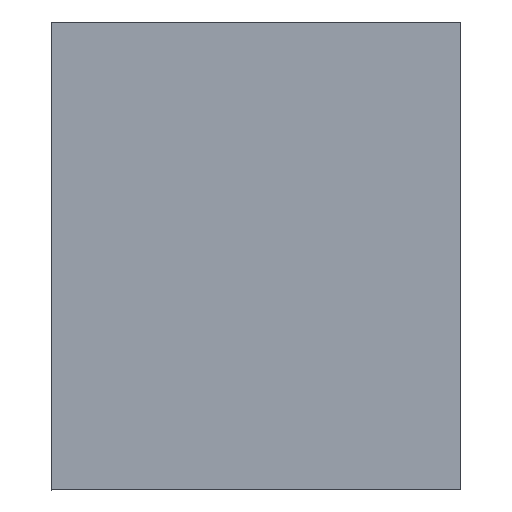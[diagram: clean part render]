
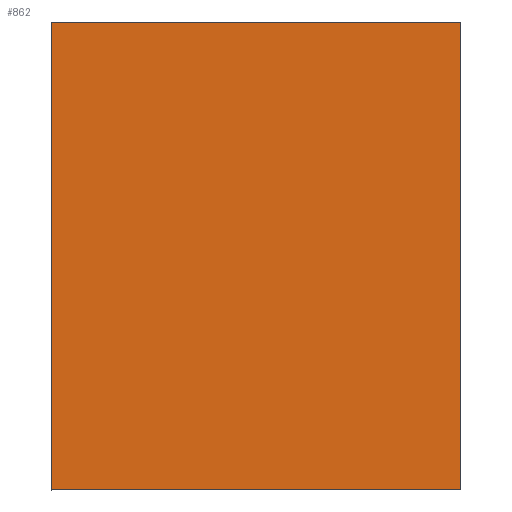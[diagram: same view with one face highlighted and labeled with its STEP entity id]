
A CAD part, top view. The second image highlights one B-rep face of the part: STEP entity #862.
In plain terms, the highlighted planar face has unit normal (0, 0, 1).
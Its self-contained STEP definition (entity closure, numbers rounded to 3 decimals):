
#76=FACE_OUTER_BOUND('',#134,.T.);
#134=EDGE_LOOP('',(#669,#670,#671,#672));
#217=LINE('',#1333,#317);
#220=LINE('',#1338,#320);
#222=LINE('',#1342,#322);
#225=LINE('',#1346,#325);
#317=VECTOR('',#1074,10.);
#320=VECTOR('',#1079,10.);
#322=VECTOR('',#1083,10.);
#325=VECTOR('',#1088,10.);
#410=VERTEX_POINT('',#1330);
#411=VERTEX_POINT('',#1332);
#412=VERTEX_POINT('',#1337);
#413=VERTEX_POINT('',#1341);
#501=EDGE_CURVE('',#411,#410,#217,.T.);
#504=EDGE_CURVE('',#412,#411,#220,.T.);
#506=EDGE_CURVE('',#413,#412,#222,.T.);
#509=EDGE_CURVE('',#410,#413,#225,.T.);
#669=ORIENTED_EDGE('',*,*,#509,.T.);
#670=ORIENTED_EDGE('',*,*,#506,.T.);
#671=ORIENTED_EDGE('',*,*,#504,.T.);
#672=ORIENTED_EDGE('',*,*,#501,.T.);
#811=PLANE('',#933);
#862=ADVANCED_FACE('',(#76),#811,.T.);
#933=AXIS2_PLACEMENT_3D('',#1347,#1089,#1090);
#1074=DIRECTION('',(-1.,0.,0.));
#1079=DIRECTION('',(0.,1.,0.));
#1083=DIRECTION('',(1.,0.,0.));
#1088=DIRECTION('',(0.,-1.,0.));
#1089=DIRECTION('center_axis',(0.,0.,
1.));
#1090=DIRECTION('ref_axis',(-1.,0.,0.));
#1330=CARTESIAN_POINT('',(-9.731,38.03,13.905));
#1332=CARTESIAN_POINT('',(67.324,38.03,13.905));
#1333=CARTESIAN_POINT('',(-9.731,38.03,13.905));
#1337=CARTESIAN_POINT('',(67.324,-49.953,13.905));
#1338=CARTESIAN_POINT('',(67.324,38.03,13.905));
#1341=CARTESIAN_POINT('',(-9.731,-49.953,13.905));
#1342=CARTESIAN_POINT('',(67.324,-49.953,13.905));
#1346=CARTESIAN_POINT('',(-9.731,-49.953,13.905));
#1347=CARTESIAN_POINT('Origin',(28.797,-5.961,13.905));
